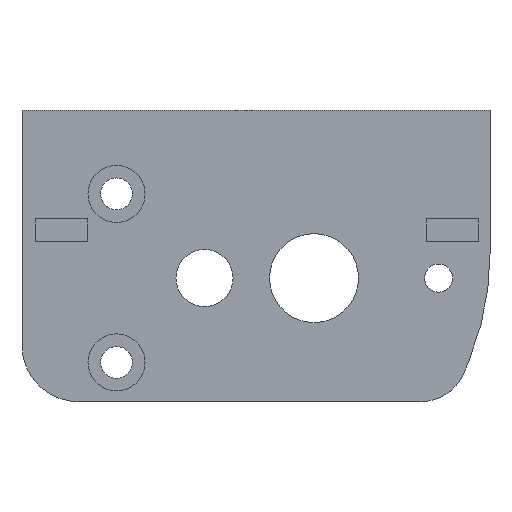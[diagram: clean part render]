
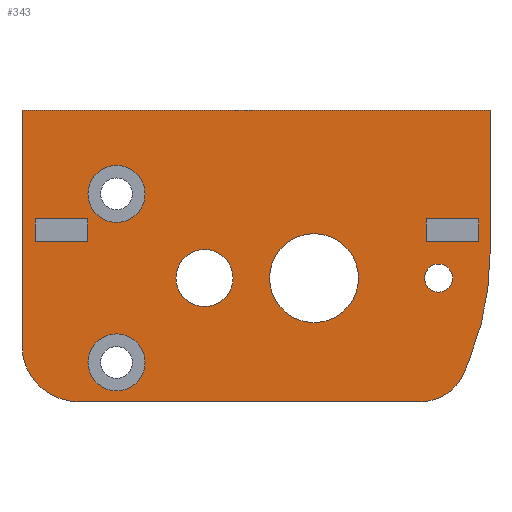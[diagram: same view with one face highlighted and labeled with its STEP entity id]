
A CAD part, left-side view. The second image highlights one B-rep face of the part: STEP entity #343.
In plain terms, the highlighted planar face has unit normal (-1, 0, 0).
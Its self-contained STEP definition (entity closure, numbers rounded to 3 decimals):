
#98 = EDGE_CURVE('',#99,#101,#103,.T.);
#99 = VERTEX_POINT('',#100);
#100 = CARTESIAN_POINT('',(11.6,-176.329,-32.489));
#101 = VERTEX_POINT('',#102);
#102 = CARTESIAN_POINT('',(11.6,-175.732,-33.982));
#103 = LINE('',#104,#105);
#104 = CARTESIAN_POINT('',(11.6,-177.669,-29.14));
#105 = VECTOR('',#106,1.);
#106 = DIRECTION('',(0.,0.371,-0.928));
#129 = EDGE_CURVE('',#130,#99,#132,.T.);
#130 = VERTEX_POINT('',#131);
#131 = CARTESIAN_POINT('',(11.6,-178.475,-21.348));
#132 = CIRCLE('',#133,30.);
#133 = AXIS2_PLACEMENT_3D('',#134,#135,#136);
#134 = CARTESIAN_POINT('',(11.6,-148.475,-21.348));
#135 = DIRECTION('',(1.,0.,-0.));
#136 = DIRECTION('',(0.,0.,1.));
#154 = EDGE_CURVE('',#101,#155,#157,.T.);
#155 = VERTEX_POINT('',#156);
#156 = CARTESIAN_POINT('',(11.6,-171.09,-37.125));
#157 = CIRCLE('',#158,5.);
#158 = AXIS2_PLACEMENT_3D('',#159,#160,#161);
#159 = CARTESIAN_POINT('',(11.6,-171.09,-32.125));
#160 = DIRECTION('',(1.,0.,-0.));
#161 = DIRECTION('',(0.,0.,1.));
#181 = VERTEX_POINT('',#182);
#182 = CARTESIAN_POINT('',(11.6,-178.475,-6.));
#188 = EDGE_CURVE('',#181,#130,#189,.T.);
#189 = LINE('',#190,#191);
#190 = CARTESIAN_POINT('',(11.6,-178.475,-6.));
#191 = VECTOR('',#192,1.);
#192 = DIRECTION('',(0.,0.,-1.));
#203 = EDGE_CURVE('',#204,#155,#206,.T.);
#204 = VERTEX_POINT('',#205);
#205 = CARTESIAN_POINT('',(11.6,-134.475,-37.125));
#206 = LINE('',#207,#208);
#207 = CARTESIAN_POINT('',(11.6,-149.475,-37.125));
#208 = VECTOR('',#209,1.);
#209 = DIRECTION('',(0.,-1.,0.));
#245 = EDGE_CURVE('',#246,#181,#248,.T.);
#246 = VERTEX_POINT('',#247);
#247 = CARTESIAN_POINT('',(11.6,-128.475,-6.));
#248 = LINE('',#249,#250);
#249 = CARTESIAN_POINT('',(11.6,-128.475,-6.));
#250 = VECTOR('',#251,1.);
#251 = DIRECTION('',(0.,-1.,0.));
#322 = EDGE_CURVE('',#323,#323,#325,.T.);
#323 = VERTEX_POINT('',#324);
#324 = CARTESIAN_POINT('',(11.6,-174.475,-23.925));
#325 = CIRCLE('',#326,1.5);
#326 = AXIS2_PLACEMENT_3D('',#327,#328,#329);
#327 = CARTESIAN_POINT('',(11.6,-172.975,-23.925));
#328 = DIRECTION('',(-1.,0.,0.));
#329 = DIRECTION('',(0.,-1.,0.));
#343 = ADVANCED_FACE('',(#344,#367,#378,#412,#423,#434,#445,#448),#482,
  .T.);
#344 = FACE_BOUND('',#345,.T.);
#345 = EDGE_LOOP('',(#346,#347,#348,#349,#350,#351,#352,#360));
#346 = ORIENTED_EDGE('',*,*,#203,.T.);
#347 = ORIENTED_EDGE('',*,*,#154,.F.);
#348 = ORIENTED_EDGE('',*,*,#98,.F.);
#349 = ORIENTED_EDGE('',*,*,#129,.F.);
#350 = ORIENTED_EDGE('',*,*,#188,.F.);
#351 = ORIENTED_EDGE('',*,*,#245,.F.);
#352 = ORIENTED_EDGE('',*,*,#353,.T.);
#353 = EDGE_CURVE('',#246,#354,#356,.T.);
#354 = VERTEX_POINT('',#355);
#355 = CARTESIAN_POINT('',(11.6,-128.475,-31.125));
#356 = LINE('',#357,#358);
#357 = CARTESIAN_POINT('',(11.6,-128.475,-6.));
#358 = VECTOR('',#359,1.);
#359 = DIRECTION('',(0.,0.,-1.));
#360 = ORIENTED_EDGE('',*,*,#361,.T.);
#361 = EDGE_CURVE('',#354,#204,#362,.T.);
#362 = CIRCLE('',#363,6.);
#363 = AXIS2_PLACEMENT_3D('',#364,#365,#366);
#364 = CARTESIAN_POINT('',(11.6,-134.475,-31.125));
#365 = DIRECTION('',(-1.,0.,0.));
#366 = DIRECTION('',(0.,0.,-1.));
#367 = FACE_BOUND('',#368,.T.);
#368 = EDGE_LOOP('',(#369));
#369 = ORIENTED_EDGE('',*,*,#370,.F.);
#370 = EDGE_CURVE('',#371,#371,#373,.T.);
#371 = VERTEX_POINT('',#372);
#372 = CARTESIAN_POINT('',(11.6,-138.575,-29.875));
#373 = CIRCLE('',#374,3.05);
#374 = AXIS2_PLACEMENT_3D('',#375,#376,#377);
#375 = CARTESIAN_POINT('',(11.6,-138.575,-32.925));
#376 = DIRECTION('',(-1.,0.,0.));
#377 = DIRECTION('',(0.,0.,1.));
#378 = FACE_BOUND('',#379,.T.);
#379 = EDGE_LOOP('',(#380,#390,#398,#406));
#380 = ORIENTED_EDGE('',*,*,#381,.F.);
#381 = EDGE_CURVE('',#382,#384,#386,.T.);
#382 = VERTEX_POINT('',#383);
#383 = CARTESIAN_POINT('',(11.6,-135.475,-20.));
#384 = VERTEX_POINT('',#385);
#385 = CARTESIAN_POINT('',(11.6,-135.475,-17.6));
#386 = LINE('',#387,#388);
#387 = CARTESIAN_POINT('',(11.6,-135.475,-20.));
#388 = VECTOR('',#389,1.);
#389 = DIRECTION('',(0.,0.,1.));
#390 = ORIENTED_EDGE('',*,*,#391,.T.);
#391 = EDGE_CURVE('',#382,#392,#394,.T.);
#392 = VERTEX_POINT('',#393);
#393 = CARTESIAN_POINT('',(11.6,-129.875,-20.));
#394 = LINE('',#395,#396);
#395 = CARTESIAN_POINT('',(11.6,-135.475,-20.));
#396 = VECTOR('',#397,1.);
#397 = DIRECTION('',(0.,1.,0.));
#398 = ORIENTED_EDGE('',*,*,#399,.T.);
#399 = EDGE_CURVE('',#392,#400,#402,.T.);
#400 = VERTEX_POINT('',#401);
#401 = CARTESIAN_POINT('',(11.6,-129.875,-17.6));
#402 = LINE('',#403,#404);
#403 = CARTESIAN_POINT('',(11.6,-129.875,-20.));
#404 = VECTOR('',#405,1.);
#405 = DIRECTION('',(0.,0.,1.));
#406 = ORIENTED_EDGE('',*,*,#407,.F.);
#407 = EDGE_CURVE('',#384,#400,#408,.T.);
#408 = LINE('',#409,#410);
#409 = CARTESIAN_POINT('',(11.6,-135.475,-17.6));
#410 = VECTOR('',#411,1.);
#411 = DIRECTION('',(0.,1.,0.));
#412 = FACE_BOUND('',#413,.T.);
#413 = EDGE_LOOP('',(#414));
#414 = ORIENTED_EDGE('',*,*,#415,.F.);
#415 = EDGE_CURVE('',#416,#416,#418,.T.);
#416 = VERTEX_POINT('',#417);
#417 = CARTESIAN_POINT('',(11.6,-151.025,-23.925));
#418 = CIRCLE('',#419,3.05);
#419 = AXIS2_PLACEMENT_3D('',#420,#421,#422);
#420 = CARTESIAN_POINT('',(11.6,-147.975,-23.925));
#421 = DIRECTION('',(-1.,0.,0.));
#422 = DIRECTION('',(0.,-1.,0.));
#423 = FACE_BOUND('',#424,.T.);
#424 = EDGE_LOOP('',(#425));
#425 = ORIENTED_EDGE('',*,*,#426,.F.);
#426 = EDGE_CURVE('',#427,#427,#429,.T.);
#427 = VERTEX_POINT('',#428);
#428 = CARTESIAN_POINT('',(11.6,-138.575,-11.875));
#429 = CIRCLE('',#430,3.05);
#430 = AXIS2_PLACEMENT_3D('',#431,#432,#433);
#431 = CARTESIAN_POINT('',(11.6,-138.575,-14.925));
#432 = DIRECTION('',(-1.,0.,0.));
#433 = DIRECTION('',(0.,0.,1.));
#434 = FACE_BOUND('',#435,.T.);
#435 = EDGE_LOOP('',(#436));
#436 = ORIENTED_EDGE('',*,*,#437,.F.);
#437 = EDGE_CURVE('',#438,#438,#440,.T.);
#438 = VERTEX_POINT('',#439);
#439 = CARTESIAN_POINT('',(11.6,-164.425,-23.925));
#440 = CIRCLE('',#441,4.75);
#441 = AXIS2_PLACEMENT_3D('',#442,#443,#444);
#442 = CARTESIAN_POINT('',(11.6,-159.675,-23.925));
#443 = DIRECTION('',(-1.,0.,0.));
#444 = DIRECTION('',(0.,-1.,0.));
#445 = FACE_BOUND('',#446,.T.);
#446 = EDGE_LOOP('',(#447));
#447 = ORIENTED_EDGE('',*,*,#322,.F.);
#448 = FACE_BOUND('',#449,.T.);
#449 = EDGE_LOOP('',(#450,#460,#468,#476));
#450 = ORIENTED_EDGE('',*,*,#451,.F.);
#451 = EDGE_CURVE('',#452,#454,#456,.T.);
#452 = VERTEX_POINT('',#453);
#453 = CARTESIAN_POINT('',(11.6,-177.275,-20.));
#454 = VERTEX_POINT('',#455);
#455 = CARTESIAN_POINT('',(11.6,-177.275,-17.6));
#456 = LINE('',#457,#458);
#457 = CARTESIAN_POINT('',(11.6,-177.275,-20.));
#458 = VECTOR('',#459,1.);
#459 = DIRECTION('',(0.,0.,1.));
#460 = ORIENTED_EDGE('',*,*,#461,.T.);
#461 = EDGE_CURVE('',#452,#462,#464,.T.);
#462 = VERTEX_POINT('',#463);
#463 = CARTESIAN_POINT('',(11.6,-171.675,-20.));
#464 = LINE('',#465,#466);
#465 = CARTESIAN_POINT('',(11.6,-177.275,-20.));
#466 = VECTOR('',#467,1.);
#467 = DIRECTION('',(0.,1.,0.));
#468 = ORIENTED_EDGE('',*,*,#469,.T.);
#469 = EDGE_CURVE('',#462,#470,#472,.T.);
#470 = VERTEX_POINT('',#471);
#471 = CARTESIAN_POINT('',(11.6,-171.675,-17.6));
#472 = LINE('',#473,#474);
#473 = CARTESIAN_POINT('',(11.6,-171.675,-20.));
#474 = VECTOR('',#475,1.);
#475 = DIRECTION('',(0.,0.,1.));
#476 = ORIENTED_EDGE('',*,*,#477,.F.);
#477 = EDGE_CURVE('',#454,#470,#478,.T.);
#478 = LINE('',#479,#480);
#479 = CARTESIAN_POINT('',(11.6,-177.275,-17.6));
#480 = VECTOR('',#481,1.);
#481 = DIRECTION('',(0.,1.,0.));
#482 = PLANE('',#483);
#483 = AXIS2_PLACEMENT_3D('',#484,#485,#486);
#484 = CARTESIAN_POINT('',(11.6,-128.475,-6.));
#485 = DIRECTION('',(-1.,-0.,-0.));
#486 = DIRECTION('',(0.,-1.,0.));
